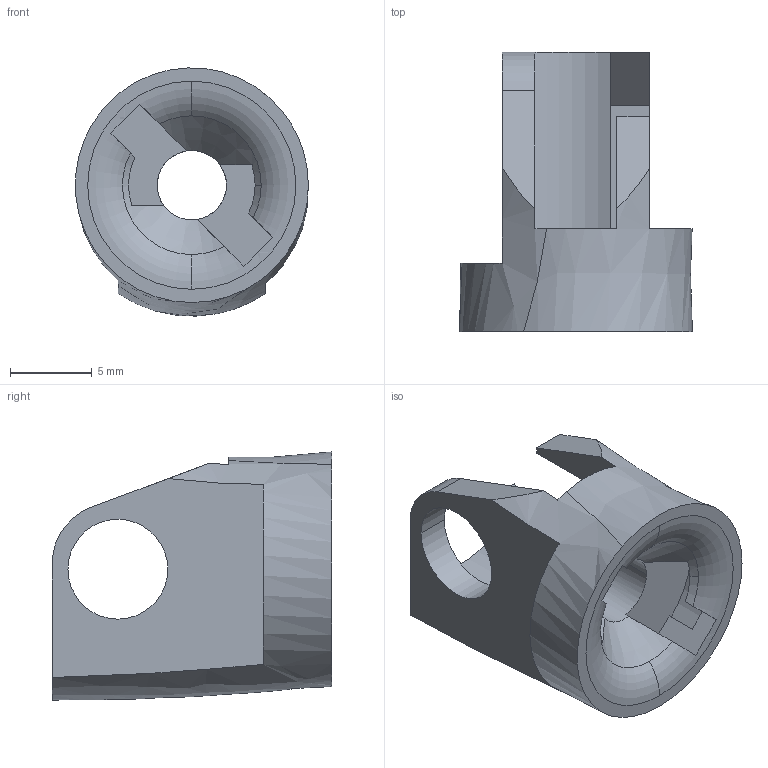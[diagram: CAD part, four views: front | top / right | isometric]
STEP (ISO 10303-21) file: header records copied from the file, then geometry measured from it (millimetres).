
FILE_DESCRIPTION (( 'STEP AP214' ), '1' );
FILE_NAME ('DP - P Main L.STEP', '2018-04-16T15:20:39', ( '' ), ( '' ), 'SwSTEP 2.0', 'SolidWorks 2016', '' );
FILE_SCHEMA (( 'AUTOMOTIVE_DESIGN' ));
Length unit declared in the file: millimetre
Products named in the file (1): DP - P Main L
Bounding box: 14.22 x 17.06 x 15.16 mm (x, y, z)
Volume: 1127.1 mm3; surface area: 1214.2 mm2
Topology: 1 solids, 1 shells, 47 faces, 134 edges, 89 vertices
Faces by surface type: plane 32, cylinder 8, cone 3, torus 2, bspline 2
Entity records: 1862 total; most frequent: CARTESIAN_POINT 621, ORIENTED_EDGE 268, DIRECTION 232, EDGE_CURVE 134, VERTEX_POINT 89, AXIS2_PLACEMENT_3D 80, VECTOR 72, LINE 72
